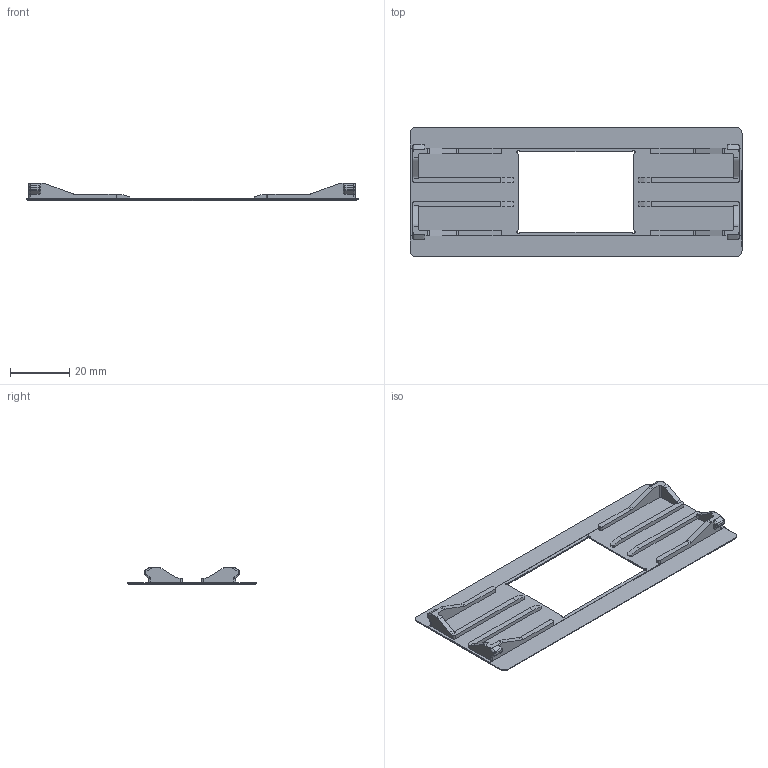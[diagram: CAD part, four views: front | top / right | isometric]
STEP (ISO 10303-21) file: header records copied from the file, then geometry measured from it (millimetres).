
FILE_DESCRIPTION (( 'STEP AP203' ), '1' );
FILE_NAME ('25c-p011 35mm mask.step', '2025-08-10T18:39:42', ( '' ), ( '' ), '', '', '' );
FILE_SCHEMA (( 'CONFIG_CONTROL_DESIGN' ));
Length unit declared in the file: millimetre
Products named in the file (1): 25c-p011 35mm mask
Bounding box: 112 x 43.6 x 5.8 mm (x, y, z)
Volume: 3866.8 mm3; surface area: 9173.6 mm2
Topology: 1 solids, 1 shells, 226 faces, 612 edges, 372 vertices
Faces by surface type: cylinder 102, plane 90, cone 18, sphere 16
Entity records: 7041 total; most frequent: CARTESIAN_POINT 1291, DIRECTION 1222, ORIENTED_EDGE 1192, EDGE_CURVE 596, AXIS2_PLACEMENT_3D 423, LINE 376, VECTOR 376, VERTEX_POINT 372
